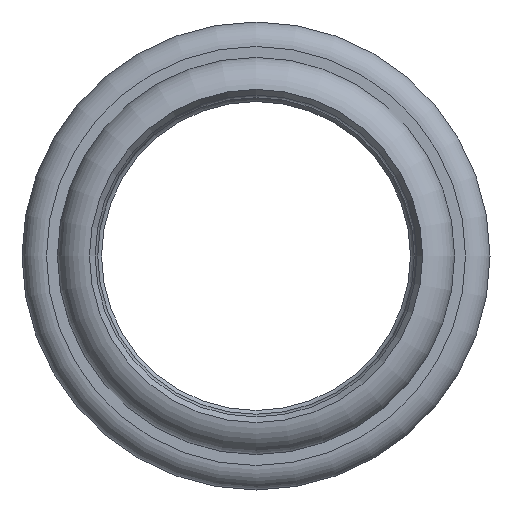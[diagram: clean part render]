
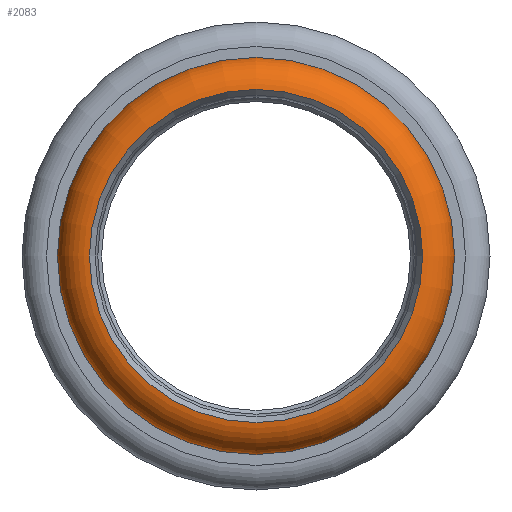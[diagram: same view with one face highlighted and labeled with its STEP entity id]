
A CAD part, left-side view. The second image highlights one B-rep face of the part: STEP entity #2083.
In plain terms, the highlighted toroidal (fillet/blend) face has major radius 21.763 mm and minor radius 4.587 mm.
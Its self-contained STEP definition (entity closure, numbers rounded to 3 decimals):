
#169=FACE_OUTER_BOUND('',#291,.T.);
#291=EDGE_LOOP('',(#1359,#1360,#1361,#1362,#1363,#1364,#1365,#1366));
#457=CIRCLE('',#2226,22.7);
#458=CIRCLE('',#2227,22.7);
#459=CIRCLE('',#2228,4.587);
#460=CIRCLE('',#2229,22.1);
#461=CIRCLE('',#2230,22.1);
#462=CIRCLE('',#2231,22.1);
#463=CIRCLE('',#2232,22.7);
#769=VERTEX_POINT('',#3553);
#770=VERTEX_POINT('',#3554);
#771=VERTEX_POINT('',#3556);
#772=VERTEX_POINT('',#3558);
#773=VERTEX_POINT('',#3560);
#774=VERTEX_POINT('',#3562);
#1025=EDGE_CURVE('',#769,#770,#457,.T.);
#1026=EDGE_CURVE('',#770,#771,#458,.T.);
#1027=EDGE_CURVE('',#771,#772,#459,.T.);
#1028=EDGE_CURVE('',#773,#772,#460,.T.);
#1029=EDGE_CURVE('',#774,#773,#461,.T.);
#1030=EDGE_CURVE('',#772,#774,#462,.T.);
#1031=EDGE_CURVE('',#771,#769,#463,.T.);
#1359=ORIENTED_EDGE('',*,*,#1025,.T.);
#1360=ORIENTED_EDGE('',*,*,#1026,.T.);
#1361=ORIENTED_EDGE('',*,*,#1027,.T.);
#1362=ORIENTED_EDGE('',*,*,#1028,.F.);
#1363=ORIENTED_EDGE('',*,*,#1029,.F.);
#1364=ORIENTED_EDGE('',*,*,#1030,.F.);
#1365=ORIENTED_EDGE('',*,*,#1027,.F.);
#1366=ORIENTED_EDGE('',*,*,#1031,.T.);
#2027=TOROIDAL_SURFACE('',#2225,21.763,4.587);
#2083=ADVANCED_FACE('',(#169),#2027,.T.);
#2225=AXIS2_PLACEMENT_3D('',#3552,#2661,#2662);
#2226=AXIS2_PLACEMENT_3D('',#3555,#2663,#2664);
#2227=AXIS2_PLACEMENT_3D('',#3557,#2665,#2666);
#2228=AXIS2_PLACEMENT_3D('',#3559,#2667,#2668);
#2229=AXIS2_PLACEMENT_3D('',#3561,#2669,#2670);
#2230=AXIS2_PLACEMENT_3D('',#3563,#2671,#2672);
#2231=AXIS2_PLACEMENT_3D('',#3564,#2673,#2674);
#2232=AXIS2_PLACEMENT_3D('',#3565,#2675,#2676);
#2661=DIRECTION('center_axis',(1.,0.,0.));
#2662=DIRECTION('ref_axis',(0.,0.,1.));
#2663=DIRECTION('center_axis',(-1.,0.,0.));
#2664=DIRECTION('ref_axis',(0.,-1.,0.));
#2665=DIRECTION('center_axis',(-1.,0.,0.));
#2666=DIRECTION('ref_axis',(0.,-1.,0.));
#2667=DIRECTION('center_axis',(0.,1.,0.));
#2668=DIRECTION('ref_axis',(0.,0.,-1.));
#2669=DIRECTION('center_axis',(-1.,0.,0.));
#2670=DIRECTION('ref_axis',(0.,-1.,0.));
#2671=DIRECTION('center_axis',(-1.,0.,0.));
#2672=DIRECTION('ref_axis',(0.,-1.,0.));
#2673=DIRECTION('center_axis',(-1.,0.,0.));
#2674=DIRECTION('ref_axis',(0.,-1.,0.));
#2675=DIRECTION('center_axis',(-1.,0.,0.));
#2676=DIRECTION('ref_axis',(0.,-1.,0.));
#3552=CARTESIAN_POINT('Origin',(-96.426,0.,0.));
#3553=CARTESIAN_POINT('',(-91.936,0.,22.7));
#3554=CARTESIAN_POINT('',(-91.936,22.7,0.));
#3555=CARTESIAN_POINT('Origin',(-91.936,0.,
0.));
#3556=CARTESIAN_POINT('',(-91.936,0.,-22.7));
#3557=CARTESIAN_POINT('Origin',(-91.936,0.,
0.));
#3558=CARTESIAN_POINT('',(-101.,0.,-22.1));
#3559=CARTESIAN_POINT('Origin',(-96.426,0.,
-21.763));
#3560=CARTESIAN_POINT('',(-101.,22.1,0.));
#3561=CARTESIAN_POINT('Origin',(-101.,0.,0.));
#3562=CARTESIAN_POINT('',(-101.,0.,22.1));
#3563=CARTESIAN_POINT('Origin',(-101.,0.,0.));
#3564=CARTESIAN_POINT('Origin',(-101.,0.,0.));
#3565=CARTESIAN_POINT('Origin',(-91.936,0.,
0.));
